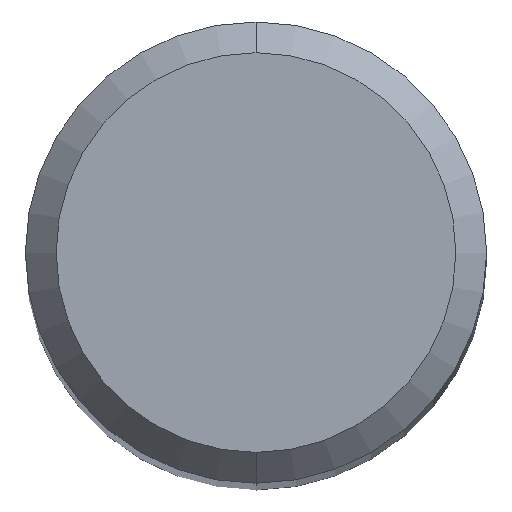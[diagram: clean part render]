
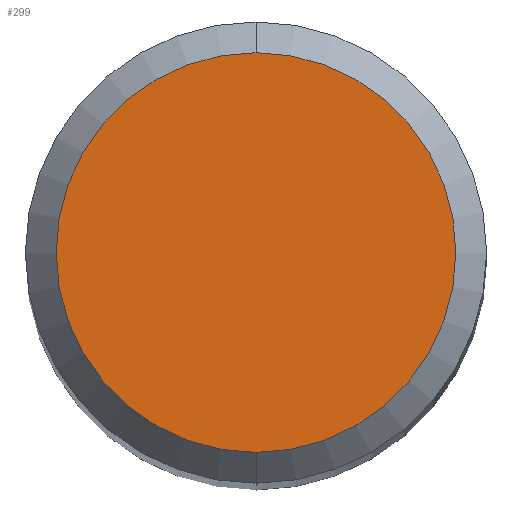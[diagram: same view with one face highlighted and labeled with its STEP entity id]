
A CAD part, top view. The second image highlights one B-rep face of the part: STEP entity #299.
In plain terms, the highlighted planar face has unit normal (0, 0, 1).
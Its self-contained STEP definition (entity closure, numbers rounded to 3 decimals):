
#257=VERTEX_POINT('',#622);
#273=EDGE_CURVE('',#317,#257,#639,.T.);
#299=ADVANCED_FACE('',(#666),#667,.T.);
#317=VERTEX_POINT('',#688);
#477=EDGE_CURVE('',#257,#317,#869,.T.);
#622=CARTESIAN_POINT('',(0.,-2.6,0.0));
#639=CIRCLE('',#1142,2.6);
#666=FACE_OUTER_BOUND('',#1203,.T.);
#667=PLANE('',#1204);
#688=CARTESIAN_POINT('',(0.0,2.6,0.0));
#869=CIRCLE('',#1498,2.6);
#1142=AXIS2_PLACEMENT_3D('',#1762,#1763,#1764);
#1203=EDGE_LOOP('',(#1785,#1786));
#1204=AXIS2_PLACEMENT_3D('',#1787,#1788,#1789);
#1498=AXIS2_PLACEMENT_3D('',#2027,#2028,#2029);
#1762=CARTESIAN_POINT('',(0.0,0.0,0.0));
#1763=DIRECTION('',(0.0,0.0,-1.0));
#1764=DIRECTION('',(0.0,1.0,0.0));
#1785=ORIENTED_EDGE('',*,*,#273,.F.);
#1786=ORIENTED_EDGE('',*,*,#477,.F.);
#1787=CARTESIAN_POINT('',(0.0,1.3,0.0));
#1788=DIRECTION('',(-0.0,0.0,1.0));
#1789=DIRECTION('',(0.0,-1.0,0.0));
#2027=CARTESIAN_POINT('',(0.0,0.0,0.0));
#2028=DIRECTION('',(0.0,0.0,-1.0));
#2029=DIRECTION('',(0.0,1.0,0.0));
